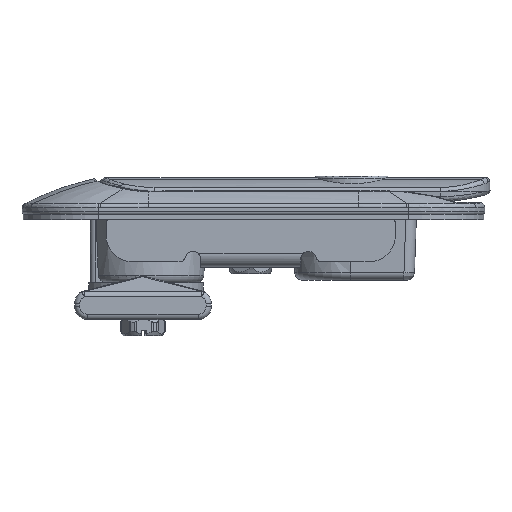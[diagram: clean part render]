
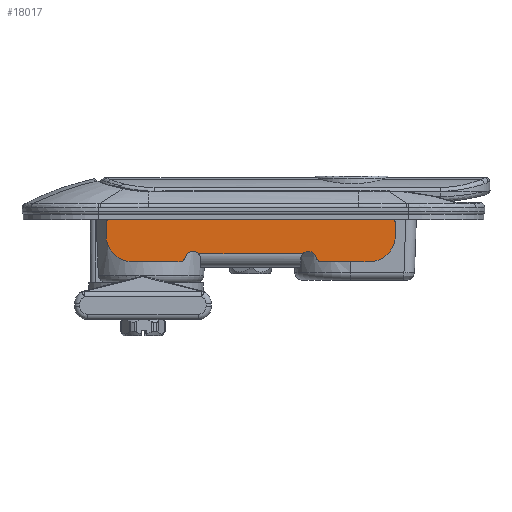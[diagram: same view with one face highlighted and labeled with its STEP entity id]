
A CAD part, left-side view. The second image highlights one B-rep face of the part: STEP entity #18017.
In plain terms, the highlighted face is planar.
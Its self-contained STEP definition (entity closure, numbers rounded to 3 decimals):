
#863=PLANE('',#19584);
#1603=LINE('',#42934,#2742);
#1634=LINE('',#43409,#2773);
#1642=LINE('',#43448,#2781);
#1663=LINE('',#43520,#2802);
#1664=LINE('',#43524,#2803);
#1665=LINE('',#43527,#2804);
#2742=VECTOR('',#22907,2.5);
#2773=VECTOR('',#23036,19.764);
#2781=VECTOR('',#23062,9.051);
#2802=VECTOR('',#23145,9.051);
#2803=VECTOR('',#23148,2.5);
#2804=VECTOR('',#23151,54.);
#4347=FACE_OUTER_BOUND('',#5410,.T.);
#5410=EDGE_LOOP('',(#14393,#14394,#14395,#14396,#14397,#14398,#14399,#14400,
#14401,#14402,#14403,#14404,#14405,#14406));
#6321=CIRCLE('',#19499,0.5);
#6350=CIRCLE('',#19547,1.5);
#6353=CIRCLE('',#19552,1.);
#6364=CIRCLE('',#19581,1.5);
#6366=CIRCLE('',#19585,1.);
#6367=CIRCLE('',#19586,5.);
#6368=CIRCLE('',#19587,0.5);
#6369=CIRCLE('',#19588,5.);
#7911=VERTEX_POINT('',#42931);
#7912=VERTEX_POINT('',#42933);
#7917=VERTEX_POINT('',#42946);
#7984=VERTEX_POINT('',#43401);
#7985=VERTEX_POINT('',#43408);
#7986=VERTEX_POINT('',#43417);
#7990=VERTEX_POINT('',#43434);
#7995=VERTEX_POINT('',#43447);
#8006=VERTEX_POINT('',#43509);
#8008=VERTEX_POINT('',#43517);
#8009=VERTEX_POINT('',#43519);
#8010=VERTEX_POINT('',#43521);
#8011=VERTEX_POINT('',#43523);
#8012=VERTEX_POINT('',#43525);
#10119=EDGE_CURVE('',#7912,#7911,#1603,.T.);
#10125=EDGE_CURVE('',#7917,#7912,#6321,.T.);
#10204=EDGE_CURVE('',#7984,#7985,#1634,.T.);
#10206=EDGE_CURVE('',#7986,#7985,#6350,.T.);
#10212=EDGE_CURVE('',#7990,#7986,#6353,.T.);
#10218=EDGE_CURVE('',#7995,#7990,#1642,.T.);
#10249=EDGE_CURVE('',#7984,#8006,#6364,.T.);
#10252=EDGE_CURVE('',#8006,#8008,#6366,.T.);
#10253=EDGE_CURVE('',#8009,#8008,#1663,.T.);
#10254=EDGE_CURVE('',#8009,#8010,#6367,.T.);
#10255=EDGE_CURVE('',#8011,#8010,#1664,.T.);
#10256=EDGE_CURVE('',#8011,#8012,#6368,.T.);
#10257=EDGE_CURVE('',#7917,#8012,#1665,.T.);
#10258=EDGE_CURVE('',#7911,#7995,#6369,.T.);
#14393=ORIENTED_EDGE('',*,*,#10249,.T.);
#14394=ORIENTED_EDGE('',*,*,#10252,.T.);
#14395=ORIENTED_EDGE('',*,*,#10253,.F.);
#14396=ORIENTED_EDGE('',*,*,#10254,.T.);
#14397=ORIENTED_EDGE('',*,*,#10255,.F.);
#14398=ORIENTED_EDGE('',*,*,#10256,.T.);
#14399=ORIENTED_EDGE('',*,*,#10257,.F.);
#14400=ORIENTED_EDGE('',*,*,#10125,.T.);
#14401=ORIENTED_EDGE('',*,*,#10119,.T.);
#14402=ORIENTED_EDGE('',*,*,#10258,.T.);
#14403=ORIENTED_EDGE('',*,*,#10218,.T.);
#14404=ORIENTED_EDGE('',*,*,#10212,.T.);
#14405=ORIENTED_EDGE('',*,*,#10206,.T.);
#14406=ORIENTED_EDGE('',*,*,#10204,.F.);
#18017=ADVANCED_FACE('',(#4347),#863,.T.);
#19499=AXIS2_PLACEMENT_3D('',#42947,#22917,#22918);
#19547=AXIS2_PLACEMENT_3D('',#43418,#23039,#23040);
#19552=AXIS2_PLACEMENT_3D('',#43435,#23051,#23052);
#19581=AXIS2_PLACEMENT_3D('',#43511,#23134,#23135);
#19584=AXIS2_PLACEMENT_3D('',#43516,#23141,#23142);
#19585=AXIS2_PLACEMENT_3D('',#43518,#23143,#23144);
#19586=AXIS2_PLACEMENT_3D('',#43522,#23146,#23147);
#19587=AXIS2_PLACEMENT_3D('',#43526,#23149,#23150);
#19588=AXIS2_PLACEMENT_3D('',#43528,#23152,#23153);
#22907=DIRECTION('',(0.,-1.,0.));
#22917=DIRECTION('center_axis',(0.,0.,-1.));
#22918=DIRECTION('ref_axis',(0.,1.,0.));
#23036=DIRECTION('',(1.,0.,0.));
#23039=DIRECTION('center_axis',(0.,0.,1.));
#23040=DIRECTION('ref_axis',(0.98,0.2,0.));
#23051=DIRECTION('center_axis',(0.,0.,-1.));
#23052=DIRECTION('ref_axis',(0.,-1.,0.));
#23062=DIRECTION('',(-1.,0.,0.));
#23134=DIRECTION('center_axis',(0.,0.,1.));
#23135=DIRECTION('ref_axis',(0.745,0.667,0.));
#23141=DIRECTION('center_axis',(0.,0.,-1.));
#23142=DIRECTION('ref_axis',(0.,-1.,0.));
#23143=DIRECTION('center_axis',(0.,0.,-1.));
#23144=DIRECTION('ref_axis',(0.98,-0.2,0.));
#23145=DIRECTION('',(1.,0.,0.));
#23146=DIRECTION('center_axis',(0.,0.,-1.));
#23147=DIRECTION('ref_axis',(0.,-1.,0.));
#23148=DIRECTION('',(0.,-1.,0.));
#23149=DIRECTION('center_axis',(0.,0.,-1.));
#23150=DIRECTION('ref_axis',(-1.,0.,0.));
#23151=DIRECTION('',(-1.,0.,0.));
#23152=DIRECTION('center_axis',(0.,0.,-1.));
#23153=DIRECTION('ref_axis',(1.,0.,0.));
#42931=CARTESIAN_POINT('',(27.,-3.5,-14.));
#42933=CARTESIAN_POINT('',(27.,-1.,-14.));
#42934=CARTESIAN_POINT('',(27.,-1.,-14.));
#42946=CARTESIAN_POINT('',(26.5,-0.5,-14.));
#42947=CARTESIAN_POINT('Origin',(26.5,-1.,-14.));
#43401=CARTESIAN_POINT('',(-10.382,-7.,-14.));
#43408=CARTESIAN_POINT('',(9.382,-7.,-14.));
#43409=CARTESIAN_POINT('',(-10.382,-7.,-14.));
#43417=CARTESIAN_POINT('',(11.97,-7.7,-14.));
#43418=CARTESIAN_POINT('Origin',(10.5,-8.,-14.));
#43434=CARTESIAN_POINT('',(12.949,-8.5,-14.));
#43435=CARTESIAN_POINT('Origin',(12.949,-7.5,-14.));
#43447=CARTESIAN_POINT('',(22.,-8.5,-14.));
#43448=CARTESIAN_POINT('',(22.,-8.5,-14.));
#43509=CARTESIAN_POINT('',(-12.97,-7.7,-14.));
#43511=CARTESIAN_POINT('Origin',(-11.5,-8.,-14.));
#43516=CARTESIAN_POINT('Origin',(27.,-0.5,-14.));
#43517=CARTESIAN_POINT('',(-13.949,-8.5,-14.));
#43518=CARTESIAN_POINT('Origin',(-13.949,-7.5,-14.));
#43519=CARTESIAN_POINT('',(-23.,-8.5,-14.));
#43520=CARTESIAN_POINT('',(-23.,-8.5,-14.));
#43521=CARTESIAN_POINT('',(-28.,-3.5,-14.));
#43522=CARTESIAN_POINT('Origin',(-23.,-3.5,-14.));
#43523=CARTESIAN_POINT('',(-28.,-1.,-14.));
#43524=CARTESIAN_POINT('',(-28.,-1.,-14.));
#43525=CARTESIAN_POINT('',(-27.5,-0.5,-14.));
#43526=CARTESIAN_POINT('Origin',(-27.5,-1.,-14.));
#43527=CARTESIAN_POINT('',(26.5,-0.5,-14.));
#43528=CARTESIAN_POINT('Origin',(22.,-3.5,-14.));
